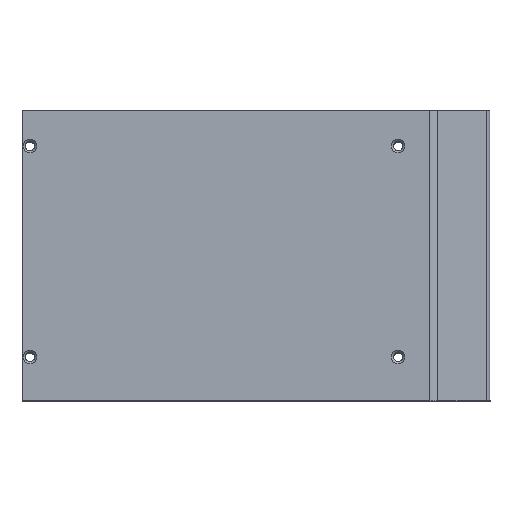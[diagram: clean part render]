
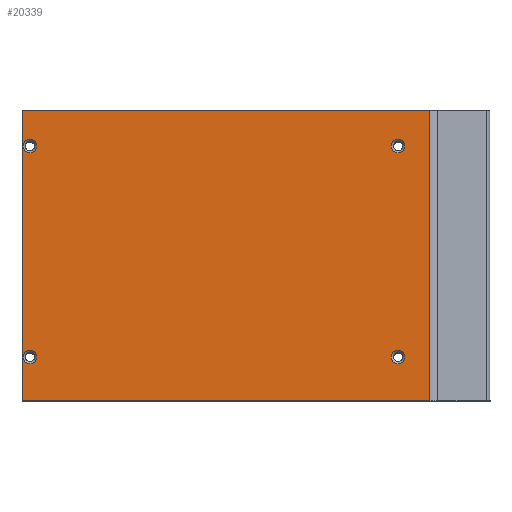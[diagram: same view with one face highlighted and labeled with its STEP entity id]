
A CAD part, top view. The second image highlights one B-rep face of the part: STEP entity #20339.
In plain terms, the highlighted planar face has unit normal (0, 0, 1).
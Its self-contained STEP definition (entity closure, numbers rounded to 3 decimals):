
#32 = CIRCLE ( 'NONE', #6697, 3.36 ) ;
#77 = EDGE_CURVE ( 'NONE', #13956, #4130, #15135, .T. ) ;
#245 = ORIENTED_EDGE ( 'NONE', *, *, #77, .F. ) ;
#393 = EDGE_CURVE ( 'NONE', #15132, #13749, #19383, .T. ) ;
#491 = AXIS2_PLACEMENT_3D ( 'NONE', #9863, #14092, #9673 ) ;
#501 = FACE_BOUND ( 'NONE', #12960, .T. ) ;
#578 = VERTEX_POINT ( 'NONE', #5979 ) ;
#675 = DIRECTION ( 'NONE',  ( 1., 0., 0. ) ) ;
#676 = VERTEX_POINT ( 'NONE', #3680 ) ;
#705 = DIRECTION ( 'NONE',  ( 0., 0., 1. ) ) ;
#742 = AXIS2_PLACEMENT_3D ( 'NONE', #13885, #3169, #15590 ) ;
#778 = CARTESIAN_POINT ( 'NONE',  ( -495.741, 23.289, 783.275 ) ) ;
#999 = VERTEX_POINT ( 'NONE', #7860 ) ;
#1165 = CARTESIAN_POINT ( 'NONE',  ( -480.072, 1.289, 783.275 ) ) ;
#1230 = CARTESIAN_POINT ( 'NONE',  ( -480.072, 1.288, 783.275 ) ) ;
#1262 = LINE ( 'NONE', #1230, #13866 ) ;
#1264 = DIRECTION ( 'NONE',  ( 1., 0., 0. ) ) ;
#1304 = AXIS2_PLACEMENT_3D ( 'NONE', #5631, #17906, #7441 ) ;
#1308 = DIRECTION ( 'NONE',  ( 0., 1., 0. ) ) ;
#1423 = EDGE_CURVE ( 'NONE', #21859, #20735, #32, .T. ) ;
#2295 = EDGE_CURVE ( 'NONE', #6949, #999, #4502, .T. ) ;
#2447 = AXIS2_PLACEMENT_3D ( 'NONE', #12220, #12322, #12302 ) ;
#3169 = DIRECTION ( 'NONE',  ( 0., 0., 1. ) ) ;
#3434 = CIRCLE ( 'NONE', #742, 3.36 ) ;
#3680 = CARTESIAN_POINT ( 'NONE',  ( -684.741, 1.289, 783.275 ) ) ;
#3780 = ORIENTED_EDGE ( 'NONE', *, *, #21929, .T. ) ;
#4130 = VERTEX_POINT ( 'NONE', #16650 ) ;
#4500 = ORIENTED_EDGE ( 'NONE', *, *, #2295, .F. ) ;
#4502 = CIRCLE ( 'NONE', #15296, 3.36 ) ;
#4728 = FACE_BOUND ( 'NONE', #12145, .T. ) ;
#5008 = EDGE_CURVE ( 'NONE', #999, #6949, #12458, .T. ) ;
#5208 = VERTEX_POINT ( 'NONE', #9076 ) ;
#5466 = EDGE_CURVE ( 'NONE', #578, #676, #14093, .T. ) ;
#5631 = CARTESIAN_POINT ( 'NONE',  ( -495.741, 23.289, 783.275 ) ) ;
#5979 = CARTESIAN_POINT ( 'NONE',  ( -684.741, 147.089, 783.275 ) ) ;
#6099 = EDGE_CURVE ( 'NONE', #4130, #13956, #3434, .T. ) ;
#6430 = EDGE_CURVE ( 'NONE', #11177, #676, #20161, .T. ) ;
#6697 = AXIS2_PLACEMENT_3D ( 'NONE', #778, #705, #675 ) ;
#6714 = ORIENTED_EDGE ( 'NONE', *, *, #15796, .F. ) ;
#6826 = DIRECTION ( 'NONE',  ( 0., 0., 1. ) ) ;
#6949 = VERTEX_POINT ( 'NONE', #7957 ) ;
#7124 = EDGE_CURVE ( 'NONE', #13749, #15132, #8754, .T. ) ;
#7441 = DIRECTION ( 'NONE',  ( 1., 0., 0. ) ) ;
#7860 = CARTESIAN_POINT ( 'NONE',  ( -684.101, 129.289, 783.275 ) ) ;
#7957 = CARTESIAN_POINT ( 'NONE',  ( -677.381, 129.289, 783.275 ) ) ;
#8133 = CARTESIAN_POINT ( 'NONE',  ( -492.381, 23.289, 783.275 ) ) ;
#8154 = EDGE_CURVE ( 'NONE', #11177, #5208, #1262, .T. ) ;
#8434 = PLANE ( 'NONE',  #21401 ) ;
#8509 = CARTESIAN_POINT ( 'NONE',  ( -480.146, 147.089, 783.275 ) ) ;
#8638 = ORIENTED_EDGE ( 'NONE', *, *, #7124, .F. ) ;
#8754 = CIRCLE ( 'NONE', #20173, 3.36 ) ;
#9022 = ORIENTED_EDGE ( 'NONE', *, *, #5008, .F. ) ;
#9076 = CARTESIAN_POINT ( 'NONE',  ( -480.072, 147.089, 783.275 ) ) ;
#9349 = VECTOR ( 'NONE', #20419, 1000. ) ;
#9673 = DIRECTION ( 'NONE',  ( 1., 0., 0. ) ) ;
#9863 = CARTESIAN_POINT ( 'NONE',  ( -680.741, 23.289, 783.275 ) ) ;
#9896 = EDGE_LOOP ( 'NONE', ( #12123, #18240, #3780, #18671 ) ) ;
#11005 = VECTOR ( 'NONE', #16687, 1000. ) ;
#11177 = VERTEX_POINT ( 'NONE', #1165 ) ;
#11773 = CARTESIAN_POINT ( 'NONE',  ( -499.101, 23.289, 783.275 ) ) ;
#12036 = DIRECTION ( 'NONE',  ( 0., 0., 1. ) ) ;
#12123 = ORIENTED_EDGE ( 'NONE', *, *, #6430, .F. ) ;
#12145 = EDGE_LOOP ( 'NONE', ( #22144, #245 ) ) ;
#12220 = CARTESIAN_POINT ( 'NONE',  ( -495.741, 129.289, 783.275 ) ) ;
#12264 = LINE ( 'NONE', #8509, #12815 ) ;
#12302 = DIRECTION ( 'NONE',  ( 1., 0., 0. ) ) ;
#12322 = DIRECTION ( 'NONE',  ( 0., 0., 1. ) ) ;
#12458 = CIRCLE ( 'NONE', #14475, 3.36 ) ;
#12815 = VECTOR ( 'NONE', #18918, 1000. ) ;
#12950 = ORIENTED_EDGE ( 'NONE', *, *, #393, .F. ) ;
#12960 = EDGE_LOOP ( 'NONE', ( #8638, #12950 ) ) ;
#13506 = EDGE_LOOP ( 'NONE', ( #21056, #6714 ) ) ;
#13749 = VERTEX_POINT ( 'NONE', #13804 ) ;
#13804 = CARTESIAN_POINT ( 'NONE',  ( -492.381, 129.289, 783.275 ) ) ;
#13866 = VECTOR ( 'NONE', #1308, 1000. ) ;
#13885 = CARTESIAN_POINT ( 'NONE',  ( -680.741, 23.289, 783.275 ) ) ;
#13956 = VERTEX_POINT ( 'NONE', #14613 ) ;
#14092 = DIRECTION ( 'NONE',  ( 0., 0., 1. ) ) ;
#14093 = LINE ( 'NONE', #21669, #9349 ) ;
#14145 = DIRECTION ( 'NONE',  ( 1., 0., 0. ) ) ;
#14204 = FACE_BOUND ( 'NONE', #15673, .T. ) ;
#14206 = DIRECTION ( 'NONE',  ( 1., 0., 0. ) ) ;
#14285 = DIRECTION ( 'NONE',  ( 0., 0., 1. ) ) ;
#14475 = AXIS2_PLACEMENT_3D ( 'NONE', #16896, #15457, #14206 ) ;
#14613 = CARTESIAN_POINT ( 'NONE',  ( -684.101, 23.289, 783.275 ) ) ;
#14653 = CARTESIAN_POINT ( 'NONE',  ( -680.741, 129.289, 783.275 ) ) ;
#15132 = VERTEX_POINT ( 'NONE', #17410 ) ;
#15135 = CIRCLE ( 'NONE', #491, 3.36 ) ;
#15274 = FACE_BOUND ( 'NONE', #13506, .T. ) ;
#15296 = AXIS2_PLACEMENT_3D ( 'NONE', #14653, #14285, #14145 ) ;
#15457 = DIRECTION ( 'NONE',  ( 0., 0., 1. ) ) ;
#15590 = DIRECTION ( 'NONE',  ( 1., 0., 0. ) ) ;
#15673 = EDGE_LOOP ( 'NONE', ( #4500, #9022 ) ) ;
#15796 = EDGE_CURVE ( 'NONE', #20735, #21859, #20587, .T. ) ;
#16650 = CARTESIAN_POINT ( 'NONE',  ( -677.381, 23.289, 783.275 ) ) ;
#16687 = DIRECTION ( 'NONE',  ( -1., 0., 0. ) ) ;
#16896 = CARTESIAN_POINT ( 'NONE',  ( -680.741, 129.289, 783.275 ) ) ;
#17143 = CARTESIAN_POINT ( 'NONE',  ( -480.156, 1.288, 783.275 ) ) ;
#17337 = CARTESIAN_POINT ( 'NONE',  ( -495.741, 129.289, 783.275 ) ) ;
#17410 = CARTESIAN_POINT ( 'NONE',  ( -499.101, 129.289, 783.275 ) ) ;
#17906 = DIRECTION ( 'NONE',  ( 0., 0., 1. ) ) ;
#18240 = ORIENTED_EDGE ( 'NONE', *, *, #8154, .T. ) ;
#18407 = CARTESIAN_POINT ( 'NONE',  ( -480.146, 1.289, 783.275 ) ) ;
#18671 = ORIENTED_EDGE ( 'NONE', *, *, #5466, .T. ) ;
#18918 = DIRECTION ( 'NONE',  ( -1., 0., 0. ) ) ;
#19038 = DIRECTION ( 'NONE',  ( 1., 0., 0. ) ) ;
#19383 = CIRCLE ( 'NONE', #2447, 3.36 ) ;
#20161 = LINE ( 'NONE', #18407, #11005 ) ;
#20173 = AXIS2_PLACEMENT_3D ( 'NONE', #17337, #6826, #19038 ) ;
#20339 = ADVANCED_FACE ( 'NONE', ( #14204, #4728, #15274, #501, #22755 ), #8434, .T. ) ;
#20419 = DIRECTION ( 'NONE',  ( 0., -1., 0. ) ) ;
#20587 = CIRCLE ( 'NONE', #1304, 3.36 ) ;
#20735 = VERTEX_POINT ( 'NONE', #11773 ) ;
#21056 = ORIENTED_EDGE ( 'NONE', *, *, #1423, .F. ) ;
#21401 = AXIS2_PLACEMENT_3D ( 'NONE', #17143, #12036, #1264 ) ;
#21669 = CARTESIAN_POINT ( 'NONE',  ( -684.741, 1.289, 783.275 ) ) ;
#21859 = VERTEX_POINT ( 'NONE', #8133 ) ;
#21929 = EDGE_CURVE ( 'NONE', #5208, #578, #12264, .T. ) ;
#22144 = ORIENTED_EDGE ( 'NONE', *, *, #6099, .F. ) ;
#22755 = FACE_OUTER_BOUND ( 'NONE', #9896, .T. ) ;
